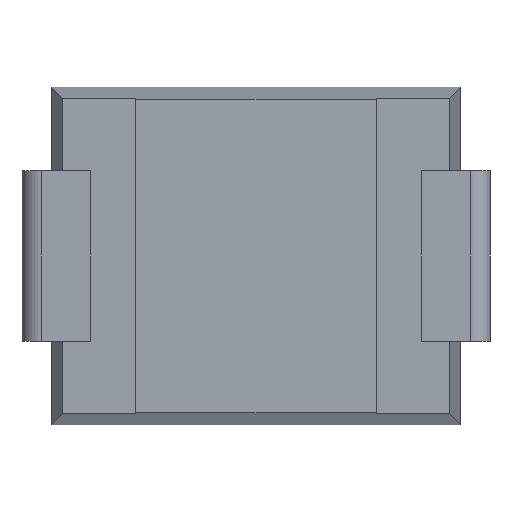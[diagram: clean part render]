
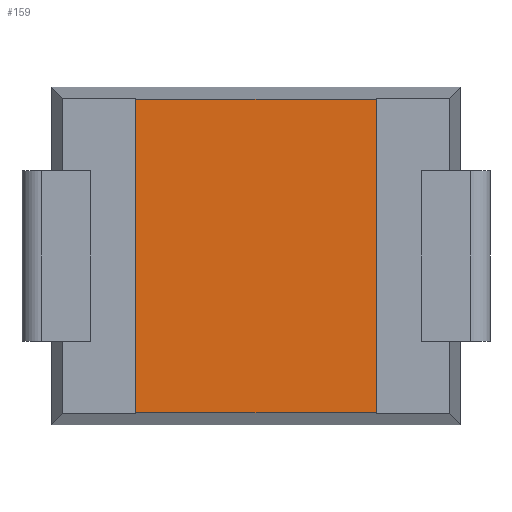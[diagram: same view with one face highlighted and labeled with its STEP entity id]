
A CAD part, front view. The second image highlights one B-rep face of the part: STEP entity #159.
In plain terms, the highlighted planar face has unit normal (0, -1, 0).
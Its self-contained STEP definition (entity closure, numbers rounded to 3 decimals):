
#70=EDGE_CURVE('NONE',#71,#73,#75,.F.);
#71=VERTEX_POINT('NONE',#72);
#72=CARTESIAN_POINT('',(-3.25,0.2,-2.607));
#73=VERTEX_POINT('NONE',#74);
#74=CARTESIAN_POINT('',(-3.25,0.2,2.607));
#75=LINE('',#76,#77);
#76=CARTESIAN_POINT('',(-3.25,0.2,-2.81));
#77=VECTOR('',#78,1.0);
#78=DIRECTION('',(0.0,0.0,-1.0));
#159=ADVANCED_FACE('NONE',(#160),#185,.F.);
#160=FACE_BOUND('NONE',#161,.T.);
#161=EDGE_LOOP('',(#162,#172,#178,#179));
#162=ORIENTED_EDGE('',*,*,#163,.T.);
#163=EDGE_CURVE('NONE',#164,#166,#168,.T.);
#164=VERTEX_POINT('NONE',#165);
#165=CARTESIAN_POINT('',(0.75,0.2,-2.607));
#166=VERTEX_POINT('NONE',#167);
#167=CARTESIAN_POINT('',(0.75,0.2,2.607));
#168=LINE('',#169,#170);
#169=CARTESIAN_POINT('',(0.75,0.2,-2.81));
#170=VECTOR('',#171,1.0);
#171=DIRECTION('',(0.0,0.0,1.0));
#172=ORIENTED_EDGE('',*,*,#173,.T.);
#173=EDGE_CURVE('NONE',#166,#73,#174,.F.);
#174=LINE('',#175,#176);
#175=CARTESIAN_POINT('',(-2.5,0.2,2.607));
#176=VECTOR('',#177,1.0);
#177=DIRECTION('',(1.0,0.0,0.0));
#178=ORIENTED_EDGE('',*,*,#70,.F.);
#179=ORIENTED_EDGE('',*,*,#180,.T.);
#180=EDGE_CURVE('NONE',#71,#164,#181,.F.);
#181=LINE('',#182,#183);
#182=CARTESIAN_POINT('',(-2.5,0.2,-2.607));
#183=VECTOR('',#184,1.0);
#184=DIRECTION('',(-1.0,0.0,0.0));
#185=PLANE('',#186);
#186=AXIS2_PLACEMENT_3D('',#187,#188,#189);
#187=CARTESIAN_POINT('',(-2.5,0.2,-1.0));
#188=DIRECTION('',(0.0,1.0,0.0));
#189=DIRECTION('',(0.0,0.0,1.0));
